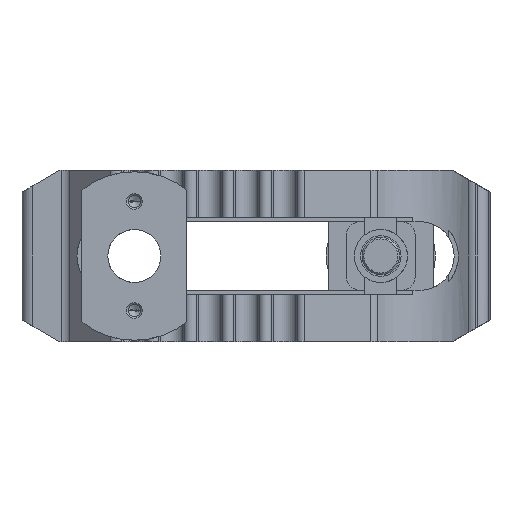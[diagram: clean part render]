
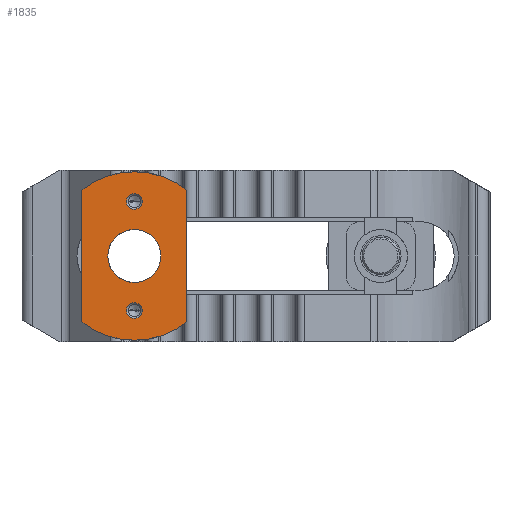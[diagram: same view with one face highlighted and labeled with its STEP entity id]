
A CAD part, front view. The second image highlights one B-rep face of the part: STEP entity #1835.
In plain terms, the highlighted planar face has unit normal (0, -1, 0).
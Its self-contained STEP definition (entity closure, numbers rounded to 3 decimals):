
#1745=VERTEX_POINT('',#5035);
#1835=ADVANCED_FACE('',(#5136,#5137,#5138,#5139),#5140,.T.);
#1843=EDGE_CURVE('',#2199,#4459,#5148,.T.);
#2021=VERTEX_POINT('',#5340);
#2055=EDGE_CURVE('',#4457,#3175,#5377,.T.);
#2199=VERTEX_POINT('',#5538);
#2337=EDGE_CURVE('',#2199,#3175,#5692,.T.);
#2631=VERTEX_POINT('',#6008);
#2753=EDGE_CURVE('',#4459,#4457,#6141,.T.);
#2907=VERTEX_POINT('',#6307);
#3175=VERTEX_POINT('',#6596);
#3491=VERTEX_POINT('',#6941);
#3541=EDGE_CURVE('',#3491,#2907,#7001,.T.);
#3575=EDGE_CURVE('',#3935,#1745,#7038,.T.);
#3599=EDGE_CURVE('',#1745,#3935,#7062,.T.);
#3899=EDGE_CURVE('',#2907,#3491,#7384,.T.);
#3935=VERTEX_POINT('',#7428);
#4457=VERTEX_POINT('',#8002);
#4459=VERTEX_POINT('',#8004);
#4553=EDGE_CURVE('',#2631,#2021,#8108,.T.);
#4907=EDGE_CURVE('',#2021,#2631,#8503,.T.);
#5035=CARTESIAN_POINT('',(-8.5,0.,0.));
#5136=FACE_BOUND('',#8810,.T.);
#5137=FACE_BOUND('',#8811,.T.);
#5138=FACE_BOUND('',#8812,.T.);
#5139=FACE_OUTER_BOUND('',#8813,.T.);
#5140=PLANE('',#8814);
#5148=CIRCLE('',#8828,27.0);
#5340=CARTESIAN_POINT('',(2.5,0.0,17.5));
#5377=CIRCLE('',#9177,27.0);
#5538=CARTESIAN_POINT('',(-16.8,0.0,21.137));
#5692=LINE('',#9637,#9638);
#6008=CARTESIAN_POINT('',(-2.5,0.,17.5));
#6141=LINE('',#10330,#10331);
#6307=CARTESIAN_POINT('',(-2.5,0.0,-17.5));
#6596=CARTESIAN_POINT('',(-16.8,0.0,-21.137));
#6941=CARTESIAN_POINT('',(2.5,0.,-17.5));
#7001=CIRCLE('',#11672,2.5);
#7038=CIRCLE('',#11719,8.5);
#7062=CIRCLE('',#11755,8.5);
#7384=CIRCLE('',#12300,2.5);
#7428=CARTESIAN_POINT('',(8.5,0.0,0.));
#8002=CARTESIAN_POINT('',(16.8,0.0,-21.137));
#8004=CARTESIAN_POINT('',(16.8,0.0,21.137));
#8108=CIRCLE('',#13319,2.5);
#8503=CIRCLE('',#13955,2.5);
#8810=EDGE_LOOP('',(#14204,#14205));
#8811=EDGE_LOOP('',(#14206,#14207));
#8812=EDGE_LOOP('',(#14208,#14209));
#8813=EDGE_LOOP('',(#14210,#14211,#14212,#14213));
#8814=AXIS2_PLACEMENT_3D('',#14214,#14215,#14216);
#8828=AXIS2_PLACEMENT_3D('',#14222,#14223,#14224);
#9177=AXIS2_PLACEMENT_3D('',#14463,#14464,#14465);
#9637=CARTESIAN_POINT('',(-16.8,0.0,28.0));
#9638=VECTOR('',#14911,1.0);
#10330=CARTESIAN_POINT('',(16.8,0.0,28.0));
#10331=VECTOR('',#15365,1.0);
#11672=AXIS2_PLACEMENT_3D('',#16360,#16361,#16362);
#11719=AXIS2_PLACEMENT_3D('',#16403,#16404,#16405);
#11755=AXIS2_PLACEMENT_3D('',#16414,#16415,#16416);
#12300=AXIS2_PLACEMENT_3D('',#16729,#16730,#16731);
#13319=AXIS2_PLACEMENT_3D('',#17619,#17620,#17621);
#13955=AXIS2_PLACEMENT_3D('',#18130,#18131,#18132);
#14204=ORIENTED_EDGE('',*,*,#3899,.T.);
#14205=ORIENTED_EDGE('',*,*,#3541,.T.);
#14206=ORIENTED_EDGE('',*,*,#4907,.T.);
#14207=ORIENTED_EDGE('',*,*,#4553,.T.);
#14208=ORIENTED_EDGE('',*,*,#3575,.T.);
#14209=ORIENTED_EDGE('',*,*,#3599,.T.);
#14210=ORIENTED_EDGE('',*,*,#1843,.F.);
#14211=ORIENTED_EDGE('',*,*,#2337,.T.);
#14212=ORIENTED_EDGE('',*,*,#2055,.F.);
#14213=ORIENTED_EDGE('',*,*,#2753,.F.);
#14214=CARTESIAN_POINT('',(-16.8,0.0,28.0));
#14215=DIRECTION('',(0.,-1.0,0.));
#14216=DIRECTION('',(-1.0,0.,0.));
#14222=CARTESIAN_POINT('',(0.0,0.0,0.0));
#14223=DIRECTION('',(0.,1.0,0.));
#14224=DIRECTION('',(-1.0,0.,0.));
#14463=CARTESIAN_POINT('',(0.0,0.0,0.0));
#14464=DIRECTION('',(0.,1.0,0.));
#14465=DIRECTION('',(-1.0,0.,0.));
#14911=DIRECTION('',(0.0,0.,-1.0));
#15365=DIRECTION('',(0.0,0.,-1.0));
#16360=CARTESIAN_POINT('',(0.0,0.0,-17.5));
#16361=DIRECTION('',(0.,1.0,0.));
#16362=DIRECTION('',(-1.0,0.,0.));
#16403=CARTESIAN_POINT('',(0.0,0.0,0.0));
#16404=DIRECTION('',(0.,1.0,0.));
#16405=DIRECTION('',(-1.0,0.,0.));
#16414=CARTESIAN_POINT('',(0.0,0.0,0.0));
#16415=DIRECTION('',(0.,1.0,0.));
#16416=DIRECTION('',(-1.0,0.,0.));
#16729=CARTESIAN_POINT('',(0.0,0.0,-17.5));
#16730=DIRECTION('',(0.,1.0,0.));
#16731=DIRECTION('',(-1.0,0.,0.));
#17619=CARTESIAN_POINT('',(0.0,0.0,17.5));
#17620=DIRECTION('',(0.,1.0,0.));
#17621=DIRECTION('',(1.0,0.,0.));
#18130=CARTESIAN_POINT('',(0.0,0.0,17.5));
#18131=DIRECTION('',(0.,1.0,0.));
#18132=DIRECTION('',(1.0,0.,0.));
